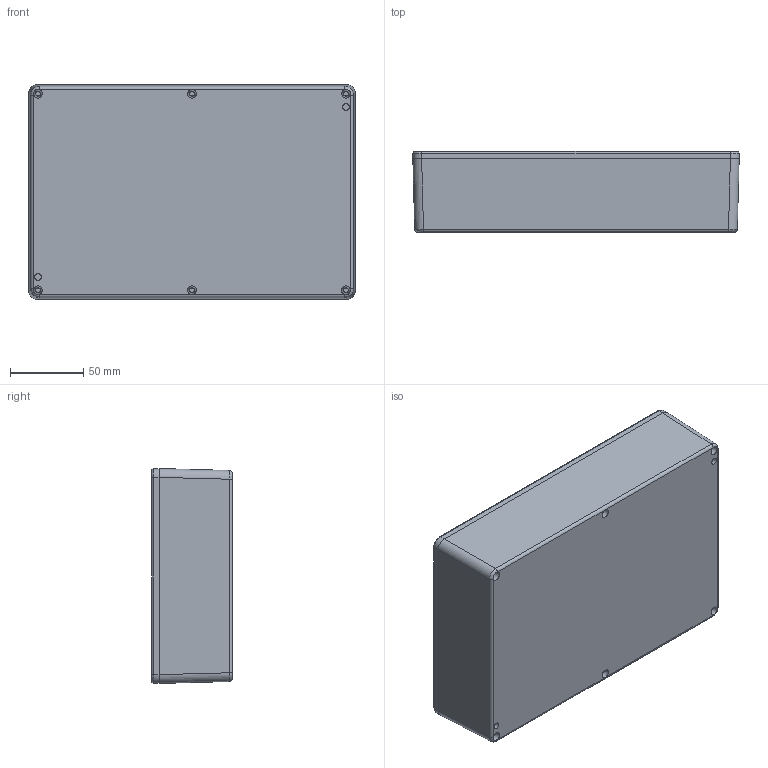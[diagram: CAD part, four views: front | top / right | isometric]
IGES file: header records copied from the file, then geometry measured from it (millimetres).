
Global section: file name: No Iges File Name specified; native system: Autodesk Inventor 2012; preprocessor: AutoDesk Inventor Iges Exporter R2012; author: lwalsh; date: 20120220.154615; units: millimetre
Bounding box: 222.5 x 55 x 146.5 mm (x, y, z)
Volume: 312572.3 mm3; surface area: 223906.4 mm2
Topology: 9 solids, 9 shells, 1685 faces, 4293 edges, 2692 vertices
Faces by surface type: plane 482, bspline 368, revolution 264, cone 256, cylinder 216, torus 99
Full cylindrical faces by diameter (mm): 3.3 x6, 3.9 x90, 7.5 x6
